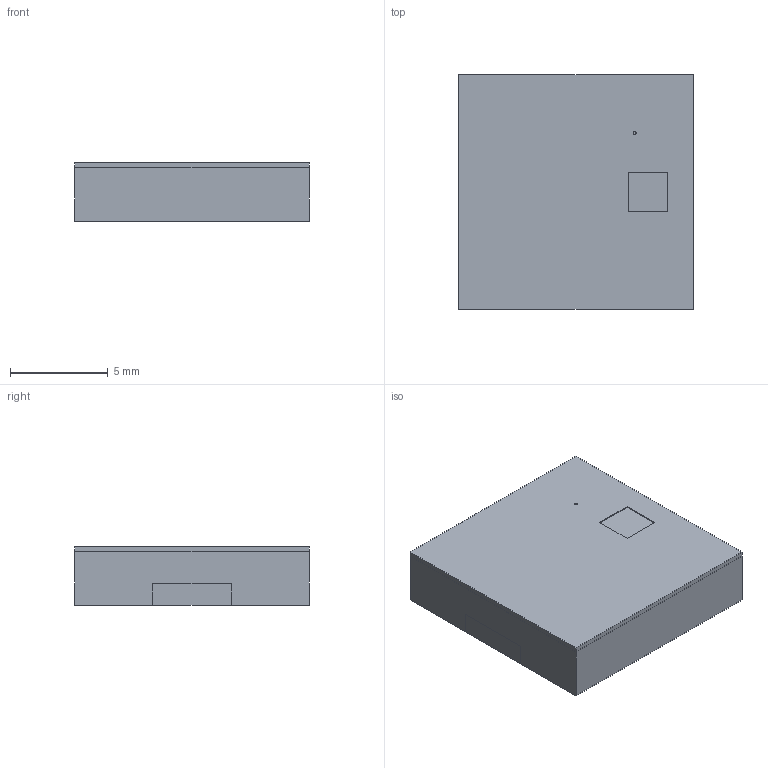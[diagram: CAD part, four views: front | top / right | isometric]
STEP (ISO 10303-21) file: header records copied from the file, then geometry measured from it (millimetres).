
FILE_DESCRIPTION (( 'STEP AP214' ), '1' );
FILE_NAME ('User Library-PKLCS1212E2XXX.STEP', '2020-11-24T09:21:16', ( '' ), ( '' ), 'SwSTEP 2.0', 'SolidWorks 2020', '' );
FILE_SCHEMA (( 'AUTOMOTIVE_DESIGN' ));
Length unit declared in the file: millimetre
Products named in the file (5): 3; 2; User Library-PKLCS1212E2XXX; 4; 1
Assembly tree (4 placements, depth 2):
  User Library-PKLCS1212E2XXX
    1
    2
    3
    4
Bounding box: 12 x 12 x 3 mm (x, y, z)
Volume: 243.4 mm3; surface area: 846 mm2
Topology: 4 solids, 4 shells, 48 faces, 120 edges, 80 vertices
Faces by surface type: plane 46, cylinder 2
Entity records: 2142 total; most frequent: CARTESIAN_POINT 255, ORIENTED_EDGE 240, DIRECTION 234, EDGE_CURVE 120, LINE 116, VECTOR 116, VERTEX_POINT 80, UNCERTAINTY_MEASURE_WITH_UNIT 61
